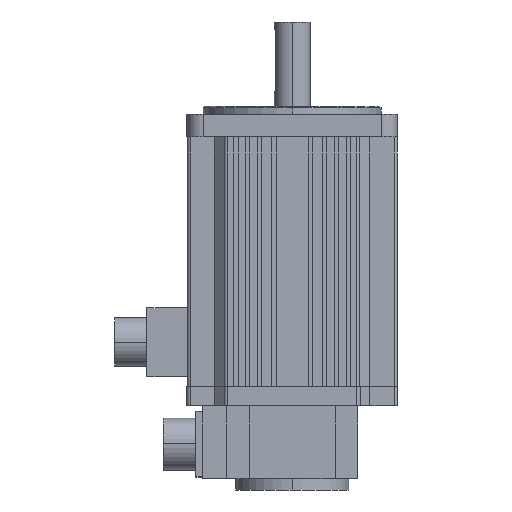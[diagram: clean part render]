
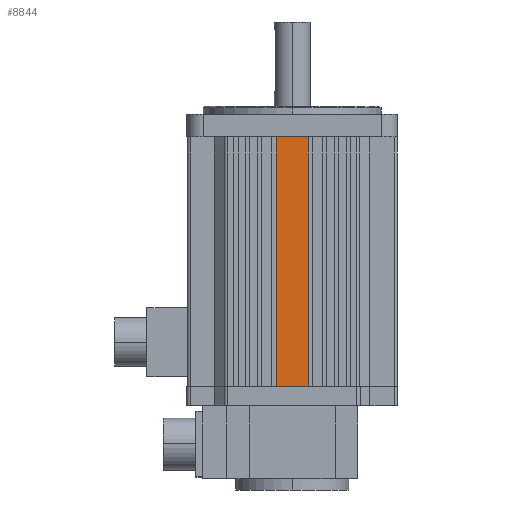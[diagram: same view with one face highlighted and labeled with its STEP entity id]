
A CAD part, left-side view. The second image highlights one B-rep face of the part: STEP entity #8844.
In plain terms, the highlighted planar face has unit normal (-1, 0, 0).
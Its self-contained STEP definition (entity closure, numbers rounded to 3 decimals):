
#827 = ORIENTED_EDGE ( 'NONE', *, *, #13828, .F. ) ;
#955 = EDGE_CURVE ( 'NONE', #13609, #15303, #4168, .T. ) ;
#1050 = ORIENTED_EDGE ( 'NONE', *, *, #4985, .T. ) ;
#1528 = CARTESIAN_POINT ( 'NONE',  ( 0., 55.114, -154. ) ) ;
#1793 = EDGE_CURVE ( 'NONE', #4456, #2857, #6963, .T. ) ;
#2501 = PLANE ( 'NONE',  #6801 ) ;
#2857 = VERTEX_POINT ( 'NONE', #9848 ) ;
#3321 = DIRECTION ( 'NONE',  ( 0., 0., -1. ) ) ;
#3378 = VECTOR ( 'NONE', #10511, 1000. ) ;
#3507 = DIRECTION ( 'NONE',  ( 0., 1., 0. ) ) ;
#4168 = LINE ( 'NONE', #5347, #3378 ) ;
#4456 = VERTEX_POINT ( 'NONE', #9930 ) ;
#4985 = EDGE_CURVE ( 'NONE', #15303, #2857, #9451, .T. ) ;
#5347 = CARTESIAN_POINT ( 'NONE',  ( 0., 25.478, 0. ) ) ;
#6546 = VECTOR ( 'NONE', #3507, 1000. ) ;
#6801 = AXIS2_PLACEMENT_3D ( 'NONE', #16476, #10072, #8914 ) ;
#6963 = LINE ( 'NONE', #9888, #6546 ) ;
#7331 = FACE_OUTER_BOUND ( 'NONE', #8428, .T. ) ;
#7511 = ORIENTED_EDGE ( 'NONE', *, *, #1793, .F. ) ;
#8428 = EDGE_LOOP ( 'NONE', ( #827, #13178, #1050, #7511 ) ) ;
#8477 = VECTOR ( 'NONE', #3321, 1000. ) ;
#8844 = ADVANCED_FACE ( 'NONE', ( #7331 ), #2501, .F. ) ;
#8914 = DIRECTION ( 'NONE',  ( 0., 1., 0. ) ) ;
#9166 = DIRECTION ( 'NONE',  ( 0., 0., -1. ) ) ;
#9451 = LINE ( 'NONE', #15940, #8477 ) ;
#9630 = CARTESIAN_POINT ( 'NONE',  ( 0., 55.114, 0. ) ) ;
#9848 = CARTESIAN_POINT ( 'NONE',  ( 0., 74.886, -154. ) ) ;
#9888 = CARTESIAN_POINT ( 'NONE',  ( 0., 25.478, -154. ) ) ;
#9930 = CARTESIAN_POINT ( 'NONE',  ( 0., 55.114, -154. ) ) ;
#10072 = DIRECTION ( 'NONE',  ( 1., 0., 0. ) ) ;
#10511 = DIRECTION ( 'NONE',  ( 0., 1., 0. ) ) ;
#13178 = ORIENTED_EDGE ( 'NONE', *, *, #955, .T. ) ;
#13609 = VERTEX_POINT ( 'NONE', #9630 ) ;
#13828 = EDGE_CURVE ( 'NONE', #13609, #4456, #15270, .T. ) ;
#13923 = CARTESIAN_POINT ( 'NONE',  ( 0., 74.886, 0. ) ) ;
#14283 = VECTOR ( 'NONE', #9166, 1000. ) ;
#15270 = LINE ( 'NONE', #1528, #14283 ) ;
#15303 = VERTEX_POINT ( 'NONE', #13923 ) ;
#15940 = CARTESIAN_POINT ( 'NONE',  ( 0., 74.886, -154. ) ) ;
#16476 = CARTESIAN_POINT ( 'NONE',  ( 0., 25.478, -154. ) ) ;
